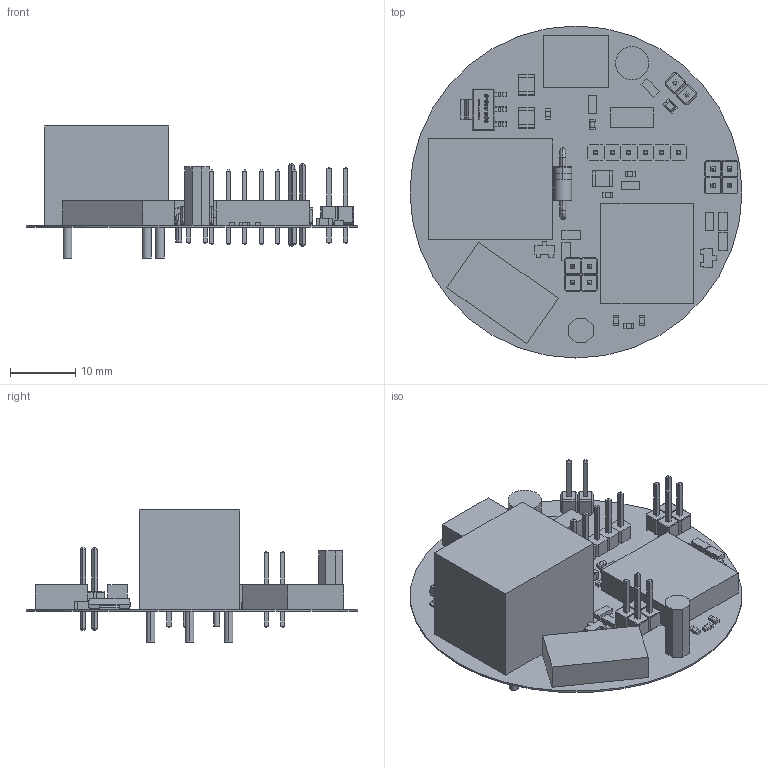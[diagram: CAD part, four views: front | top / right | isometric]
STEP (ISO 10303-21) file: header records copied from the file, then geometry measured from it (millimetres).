
FILE_DESCRIPTION(/* description */ ('PCB Design'),/* implementation_level */ '2;1');
FILE_NAME(/* name */ 'ZWAVE_BOOSTERPACK',/* time_stamp */ '2020-07-01T23:55:57+07:00',/* author */ (''),/* organization */ (''),/* preprocessor_version */ 'ST-DEVELOPER v16',/* originating_system */ 'allegro_17.2S052',/* authorisation */ '');
FILE_SCHEMA (('AP242_MANAGED_MODEL_BASED_3D_ENGINEERING_MIM_LF { 1 0 10303 442 1 1 4 }'));
Length unit declared in the file: millimetre
Products named in the file (31): ZWAVE_BOOSTERPACK; BOARD_OUTLINE; COMPONENTS; DOMINO3_5MM; SOT23; MH_4MM; HEADER_1_3MM; LED0805; CAP_1210; HEADER-2; HEADER-6; SOT-223; R0603; C0603; DOMINO2_5; HEADER4PITCH100MIL; RELAY_5PIN; DIODE_DO-41; TSSOP-8; ZM5202_D; User Library-led_0805; User Library-CAPC3225X13; User Library-1x2 TH Pitch 2.54mm; User Library-Header_Male_6Pin_BodyArray; User Library-Header_Male_6Pin_PinArray; User Library-Header_Male_6Pin; User Library-SOT223-3; User Library-Chip Cap_MLCC_0603 (1608); Header_2.54mm_2x2; User Library-SONGLE Relay SRU-12VDC-SL-C; User Library-DO-41-2
Assembly tree (47 placements, depth 5):
  ZWAVE_BOOSTERPACK
    BOARD_OUTLINE
    COMPONENTS
      DOMINO3_5MM
      SOT23  x2
      MH_4MM
      HEADER_1_3MM
      LED0805
        User Library-led_0805
      CAP_1210  x3
        User Library-CAPC3225X13
      HEADER-2
        User Library-1x2 TH Pitch 2.54mm
      HEADER-6
        User Library-Header_Male_6Pin
          User Library-Header_Male_6Pin_PinArray
          User Library-Header_Male_6Pin_BodyArray
      SOT-223
        User Library-SOT223-3
      R0603  x8
      C0603  x7
        User Library-Chip Cap_MLCC_0603 (1608)
      DOMINO2_5
      HEADER4PITCH100MIL  x2
        Header_2.54mm_2x2
      RELAY_5PIN
        User Library-SONGLE Relay SRU-12VDC-SL-C
      DIODE_DO-41
        User Library-DO-41-2
      TSSOP-8
      ZM5202_D
Bounding box: 51.05 x 51.05 x 20.3 mm (x, y, z)
Volume: 4936.1 mm3; surface area: 9594.9 mm2
Topology: 34 solids, 56 shells, 1474 faces, 3610 edges, 2198 vertices
Faces by surface type: plane 947, cylinder 371, bspline 80, torus 47, sphere 29
Entity records: 35902 total; most frequent: CARTESIAN_POINT 5771, ORIENTED_EDGE 4422, DIRECTION 4281, EDGE_CURVE 2226, VECTOR 1704, LINE 1704, VERTEX_POINT 1442, AXIS2_PLACEMENT_3D 1390
